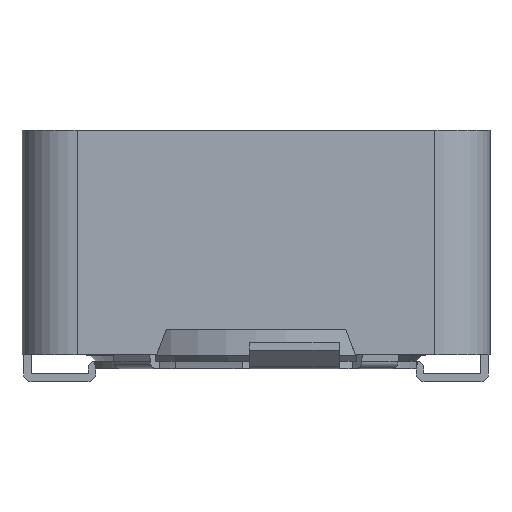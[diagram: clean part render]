
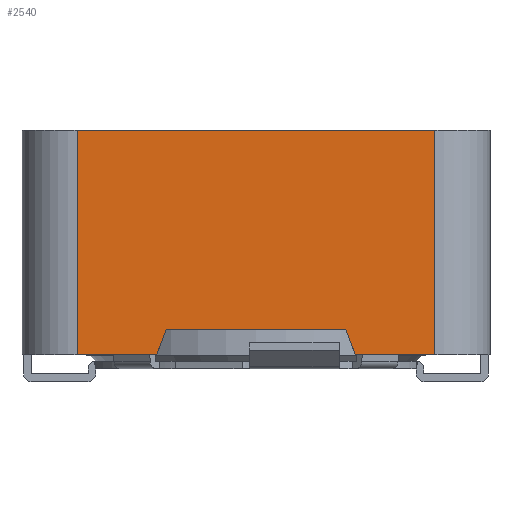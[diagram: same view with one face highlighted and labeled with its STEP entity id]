
A CAD part, front view. The second image highlights one B-rep face of the part: STEP entity #2540.
In plain terms, the highlighted planar face has unit normal (0, -1, 0).
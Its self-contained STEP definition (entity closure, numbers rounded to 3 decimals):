
#87 = PLANE('',#88);
#88 = AXIS2_PLACEMENT_3D('',#89,#90,#91);
#89 = CARTESIAN_POINT('',(-1.53,-3.166,0.4));
#90 = DIRECTION('',(0.,0.,1.));
#91 = DIRECTION('',(1.,0.,-0.));
#144 = PLANE('',#145);
#145 = AXIS2_PLACEMENT_3D('',#146,#147,#148);
#146 = CARTESIAN_POINT('',(-2.79,-2.79,3.5));
#147 = DIRECTION('',(0.,0.,1.));
#148 = DIRECTION('',(1.,0.,-0.));
#927 = PLANE('',#928);
#928 = AXIS2_PLACEMENT_3D('',#929,#930,#931);
#929 = CARTESIAN_POINT('',(-2.79,-2.79,0.));
#930 = DIRECTION('',(0.,0.,1.));
#931 = DIRECTION('',(1.,0.,-0.));
#1117 = VERTEX_POINT('',#1118);
#1118 = CARTESIAN_POINT('',(-1.55,-3.65,0.));
#1132 = PLANE('',#1133);
#1133 = AXIS2_PLACEMENT_3D('',#1134,#1135,#1136);
#1134 = CARTESIAN_POINT('',(-1.4,0.,0.4));
#1135 = DIRECTION('',(0.937,0.,-0.35
    ));
#1136 = DIRECTION('',(-0.35,0.,-0.937));
#1144 = EDGE_CURVE('',#1145,#1117,#1147,.T.);
#1145 = VERTEX_POINT('',#1146);
#1146 = CARTESIAN_POINT('',(-2.79,-3.65,0.));
#1147 = SURFACE_CURVE('',#1148,(#1152,#1159),.PCURVE_S1.);
#1148 = LINE('',#1149,#1150);
#1149 = CARTESIAN_POINT('',(-3.65,-3.65,0.));
#1150 = VECTOR('',#1151,1.);
#1151 = DIRECTION('',(1.,0.,0.));
#1152 = PCURVE('',#927,#1153);
#1153 = DEFINITIONAL_REPRESENTATION('',(#1154),#1158);
#1154 = LINE('',#1155,#1156);
#1155 = CARTESIAN_POINT('',(-0.86,-0.86));
#1156 = VECTOR('',#1157,1.);
#1157 = DIRECTION('',(1.,0.));
#1158 = ( GEOMETRIC_REPRESENTATION_CONTEXT(2) 
PARAMETRIC_REPRESENTATION_CONTEXT() REPRESENTATION_CONTEXT('2D SPACE',''
  ) );
#1159 = PCURVE('',#1160,#1165);
#1160 = PLANE('',#1161);
#1161 = AXIS2_PLACEMENT_3D('',#1162,#1163,#1164);
#1162 = CARTESIAN_POINT('',(-3.65,-3.65,3.5));
#1163 = DIRECTION('',(0.,1.,0.));
#1164 = DIRECTION('',(0.,-0.,1.));
#1165 = DEFINITIONAL_REPRESENTATION('',(#1166),#1170);
#1166 = LINE('',#1167,#1168);
#1167 = CARTESIAN_POINT('',(-3.5,0.));
#1168 = VECTOR('',#1169,1.);
#1169 = DIRECTION('',(0.,1.));
#1170 = ( GEOMETRIC_REPRESENTATION_CONTEXT(2) 
PARAMETRIC_REPRESENTATION_CONTEXT() REPRESENTATION_CONTEXT('2D SPACE',''
  ) );
#1187 = CYLINDRICAL_SURFACE('',#1188,0.86);
#1188 = AXIS2_PLACEMENT_3D('',#1189,#1190,#1191);
#1189 = CARTESIAN_POINT('',(-2.79,-2.79,3.5));
#1190 = DIRECTION('',(-0.,-0.,1.));
#1191 = DIRECTION('',(-1.,0.,0.));
#1203 = EDGE_CURVE('',#1204,#1145,#1206,.T.);
#1204 = VERTEX_POINT('',#1205);
#1205 = CARTESIAN_POINT('',(-2.79,-3.65,3.5));
#1206 = SURFACE_CURVE('',#1207,(#1211,#1218),.PCURVE_S1.);
#1207 = LINE('',#1208,#1209);
#1208 = CARTESIAN_POINT('',(-2.79,-3.65,3.5));
#1209 = VECTOR('',#1210,1.);
#1210 = DIRECTION('',(0.,0.,-1.));
#1211 = PCURVE('',#1187,#1212);
#1212 = DEFINITIONAL_REPRESENTATION('',(#1213),#1217);
#1213 = LINE('',#1214,#1215);
#1214 = CARTESIAN_POINT('',(1.571,0.));
#1215 = VECTOR('',#1216,1.);
#1216 = DIRECTION('',(0.,-1.));
#1217 = ( GEOMETRIC_REPRESENTATION_CONTEXT(2) 
PARAMETRIC_REPRESENTATION_CONTEXT() REPRESENTATION_CONTEXT('2D SPACE',''
  ) );
#1218 = PCURVE('',#1160,#1219);
#1219 = DEFINITIONAL_REPRESENTATION('',(#1220),#1224);
#1220 = LINE('',#1221,#1222);
#1221 = CARTESIAN_POINT('',(0.,0.86));
#1222 = VECTOR('',#1223,1.);
#1223 = DIRECTION('',(-1.,0.));
#1224 = ( GEOMETRIC_REPRESENTATION_CONTEXT(2) 
PARAMETRIC_REPRESENTATION_CONTEXT() REPRESENTATION_CONTEXT('2D SPACE',''
  ) );
#1275 = EDGE_CURVE('',#1204,#1276,#1278,.T.);
#1276 = VERTEX_POINT('',#1277);
#1277 = CARTESIAN_POINT('',(2.79,-3.65,3.5));
#1278 = SURFACE_CURVE('',#1279,(#1283,#1290),.PCURVE_S1.);
#1279 = LINE('',#1280,#1281);
#1280 = CARTESIAN_POINT('',(-3.65,-3.65,3.5));
#1281 = VECTOR('',#1282,1.);
#1282 = DIRECTION('',(1.,0.,0.));
#1283 = PCURVE('',#144,#1284);
#1284 = DEFINITIONAL_REPRESENTATION('',(#1285),#1289);
#1285 = LINE('',#1286,#1287);
#1286 = CARTESIAN_POINT('',(-0.86,-0.86));
#1287 = VECTOR('',#1288,1.);
#1288 = DIRECTION('',(1.,0.));
#1289 = ( GEOMETRIC_REPRESENTATION_CONTEXT(2) 
PARAMETRIC_REPRESENTATION_CONTEXT() REPRESENTATION_CONTEXT('2D SPACE',''
  ) );
#1290 = PCURVE('',#1160,#1291);
#1291 = DEFINITIONAL_REPRESENTATION('',(#1292),#1296);
#1292 = LINE('',#1293,#1294);
#1293 = CARTESIAN_POINT('',(0.,0.));
#1294 = VECTOR('',#1295,1.);
#1295 = DIRECTION('',(0.,1.));
#1296 = ( GEOMETRIC_REPRESENTATION_CONTEXT(2) 
PARAMETRIC_REPRESENTATION_CONTEXT() REPRESENTATION_CONTEXT('2D SPACE',''
  ) );
#1315 = CYLINDRICAL_SURFACE('',#1316,0.86);
#1316 = AXIS2_PLACEMENT_3D('',#1317,#1318,#1319);
#1317 = CARTESIAN_POINT('',(2.79,-2.79,3.5));
#1318 = DIRECTION('',(-0.,-0.,1.));
#1319 = DIRECTION('',(-1.,0.,0.));
#2279 = PLANE('',#2280);
#2280 = AXIS2_PLACEMENT_3D('',#2281,#2282,#2283);
#2281 = CARTESIAN_POINT('',(-2.79,-2.79,0.));
#2282 = DIRECTION('',(0.,0.,1.));
#2283 = DIRECTION('',(1.,0.,-0.));
#2355 = VERTEX_POINT('',#2356);
#2356 = CARTESIAN_POINT('',(2.79,-3.65,0.));
#2378 = EDGE_CURVE('',#2379,#2355,#2381,.T.);
#2379 = VERTEX_POINT('',#2380);
#2380 = CARTESIAN_POINT('',(1.55,-3.65,0.));
#2381 = SURFACE_CURVE('',#2382,(#2386,#2393),.PCURVE_S1.);
#2382 = LINE('',#2383,#2384);
#2383 = CARTESIAN_POINT('',(-3.65,-3.65,0.));
#2384 = VECTOR('',#2385,1.);
#2385 = DIRECTION('',(1.,0.,0.));
#2386 = PCURVE('',#2279,#2387);
#2387 = DEFINITIONAL_REPRESENTATION('',(#2388),#2392);
#2388 = LINE('',#2389,#2390);
#2389 = CARTESIAN_POINT('',(-0.86,-0.86));
#2390 = VECTOR('',#2391,1.);
#2391 = DIRECTION('',(1.,0.));
#2392 = ( GEOMETRIC_REPRESENTATION_CONTEXT(2) 
PARAMETRIC_REPRESENTATION_CONTEXT() REPRESENTATION_CONTEXT('2D SPACE',''
  ) );
#2393 = PCURVE('',#1160,#2394);
#2394 = DEFINITIONAL_REPRESENTATION('',(#2395),#2399);
#2395 = LINE('',#2396,#2397);
#2396 = CARTESIAN_POINT('',(-3.5,0.));
#2397 = VECTOR('',#2398,1.);
#2398 = DIRECTION('',(0.,1.));
#2399 = ( GEOMETRIC_REPRESENTATION_CONTEXT(2) 
PARAMETRIC_REPRESENTATION_CONTEXT() REPRESENTATION_CONTEXT('2D SPACE',''
  ) );
#2417 = PLANE('',#2418);
#2418 = AXIS2_PLACEMENT_3D('',#2419,#2420,#2421);
#2419 = CARTESIAN_POINT('',(1.4,0.,0.4));
#2420 = DIRECTION('',(-0.937,0.,
    -0.35));
#2421 = DIRECTION('',(-0.35,0.,0.937));
#2540 = ADVANCED_FACE('',(#2541),#1160,.F.);
#2541 = FACE_BOUND('',#2542,.T.);
#2542 = EDGE_LOOP('',(#2543,#2568,#2589,#2590,#2611,#2612,#2613,#2614));
#2543 = ORIENTED_EDGE('',*,*,#2544,.F.);
#2544 = EDGE_CURVE('',#2545,#2547,#2549,.T.);
#2545 = VERTEX_POINT('',#2546);
#2546 = CARTESIAN_POINT('',(1.4,-3.65,0.4));
#2547 = VERTEX_POINT('',#2548);
#2548 = CARTESIAN_POINT('',(-1.4,-3.65,0.4));
#2549 = SURFACE_CURVE('',#2550,(#2554,#2561),.PCURVE_S1.);
#2550 = LINE('',#2551,#2552);
#2551 = CARTESIAN_POINT('',(-1.4,-3.65,0.4));
#2552 = VECTOR('',#2553,1.);
#2553 = DIRECTION('',(-1.,0.,0.));
#2554 = PCURVE('',#1160,#2555);
#2555 = DEFINITIONAL_REPRESENTATION('',(#2556),#2560);
#2556 = LINE('',#2557,#2558);
#2557 = CARTESIAN_POINT('',(-3.1,2.25));
#2558 = VECTOR('',#2559,1.);
#2559 = DIRECTION('',(0.,-1.));
#2560 = ( GEOMETRIC_REPRESENTATION_CONTEXT(2) 
PARAMETRIC_REPRESENTATION_CONTEXT() REPRESENTATION_CONTEXT('2D SPACE',''
  ) );
#2561 = PCURVE('',#87,#2562);
#2562 = DEFINITIONAL_REPRESENTATION('',(#2563),#2567);
#2563 = LINE('',#2564,#2565);
#2564 = CARTESIAN_POINT('',(0.13,-0.484));
#2565 = VECTOR('',#2566,1.);
#2566 = DIRECTION('',(-1.,0.));
#2567 = ( GEOMETRIC_REPRESENTATION_CONTEXT(2) 
PARAMETRIC_REPRESENTATION_CONTEXT() REPRESENTATION_CONTEXT('2D SPACE',''
  ) );
#2568 = ORIENTED_EDGE('',*,*,#2569,.F.);
#2569 = EDGE_CURVE('',#2379,#2545,#2570,.T.);
#2570 = SURFACE_CURVE('',#2571,(#2575,#2582),.PCURVE_S1.);
#2571 = LINE('',#2572,#2573);
#2572 = CARTESIAN_POINT('',(-0.236,-3.65,4.776));
#2573 = VECTOR('',#2574,1.);
#2574 = DIRECTION('',(-0.35,0.,0.937));
#2575 = PCURVE('',#1160,#2576);
#2576 = DEFINITIONAL_REPRESENTATION('',(#2577),#2581);
#2577 = LINE('',#2578,#2579);
#2578 = CARTESIAN_POINT('',(1.276,3.414));
#2579 = VECTOR('',#2580,1.);
#2580 = DIRECTION('',(0.937,-0.35));
#2581 = ( GEOMETRIC_REPRESENTATION_CONTEXT(2) 
PARAMETRIC_REPRESENTATION_CONTEXT() REPRESENTATION_CONTEXT('2D SPACE',''
  ) );
#2582 = PCURVE('',#2417,#2583);
#2583 = DEFINITIONAL_REPRESENTATION('',(#2584),#2588);
#2584 = LINE('',#2585,#2586);
#2585 = CARTESIAN_POINT('',(4.672,-3.65));
#2586 = VECTOR('',#2587,1.);
#2587 = DIRECTION('',(1.,0.));
#2588 = ( GEOMETRIC_REPRESENTATION_CONTEXT(2) 
PARAMETRIC_REPRESENTATION_CONTEXT() REPRESENTATION_CONTEXT('2D SPACE',''
  ) );
#2589 = ORIENTED_EDGE('',*,*,#2378,.T.);
#2590 = ORIENTED_EDGE('',*,*,#2591,.F.);
#2591 = EDGE_CURVE('',#1276,#2355,#2592,.T.);
#2592 = SURFACE_CURVE('',#2593,(#2597,#2604),.PCURVE_S1.);
#2593 = LINE('',#2594,#2595);
#2594 = CARTESIAN_POINT('',(2.79,-3.65,3.5));
#2595 = VECTOR('',#2596,1.);
#2596 = DIRECTION('',(0.,0.,-1.));
#2597 = PCURVE('',#1160,#2598);
#2598 = DEFINITIONAL_REPRESENTATION('',(#2599),#2603);
#2599 = LINE('',#2600,#2601);
#2600 = CARTESIAN_POINT('',(0.,6.44));
#2601 = VECTOR('',#2602,1.);
#2602 = DIRECTION('',(-1.,0.));
#2603 = ( GEOMETRIC_REPRESENTATION_CONTEXT(2) 
PARAMETRIC_REPRESENTATION_CONTEXT() REPRESENTATION_CONTEXT('2D SPACE',''
  ) );
#2604 = PCURVE('',#1315,#2605);
#2605 = DEFINITIONAL_REPRESENTATION('',(#2606),#2610);
#2606 = LINE('',#2607,#2608);
#2607 = CARTESIAN_POINT('',(1.571,0.));
#2608 = VECTOR('',#2609,1.);
#2609 = DIRECTION('',(0.,-1.));
#2610 = ( GEOMETRIC_REPRESENTATION_CONTEXT(2) 
PARAMETRIC_REPRESENTATION_CONTEXT() REPRESENTATION_CONTEXT('2D SPACE',''
  ) );
#2611 = ORIENTED_EDGE('',*,*,#1275,.F.);
#2612 = ORIENTED_EDGE('',*,*,#1203,.T.);
#2613 = ORIENTED_EDGE('',*,*,#1144,.T.);
#2614 = ORIENTED_EDGE('',*,*,#2615,.T.);
#2615 = EDGE_CURVE('',#1117,#2547,#2616,.T.);
#2616 = SURFACE_CURVE('',#2617,(#2621,#2628),.PCURVE_S1.);
#2617 = LINE('',#2618,#2619);
#2618 = CARTESIAN_POINT('',(-1.4,-3.65,0.4));
#2619 = VECTOR('',#2620,1.);
#2620 = DIRECTION('',(0.35,0.,0.937));
#2621 = PCURVE('',#1160,#2622);
#2622 = DEFINITIONAL_REPRESENTATION('',(#2623),#2627);
#2623 = LINE('',#2624,#2625);
#2624 = CARTESIAN_POINT('',(-3.1,2.25));
#2625 = VECTOR('',#2626,1.);
#2626 = DIRECTION('',(0.937,0.35));
#2627 = ( GEOMETRIC_REPRESENTATION_CONTEXT(2) 
PARAMETRIC_REPRESENTATION_CONTEXT() REPRESENTATION_CONTEXT('2D SPACE',''
  ) );
#2628 = PCURVE('',#1132,#2629);
#2629 = DEFINITIONAL_REPRESENTATION('',(#2630),#2634);
#2630 = LINE('',#2631,#2632);
#2631 = CARTESIAN_POINT('',(0.,-3.65));
#2632 = VECTOR('',#2633,1.);
#2633 = DIRECTION('',(-1.,0.));
#2634 = ( GEOMETRIC_REPRESENTATION_CONTEXT(2) 
PARAMETRIC_REPRESENTATION_CONTEXT() REPRESENTATION_CONTEXT('2D SPACE',''
  ) );
